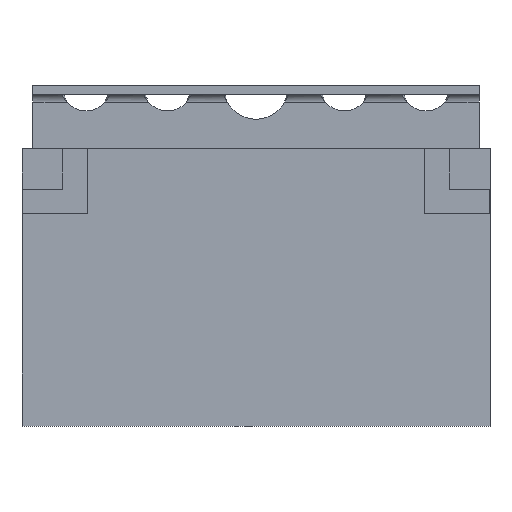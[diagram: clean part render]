
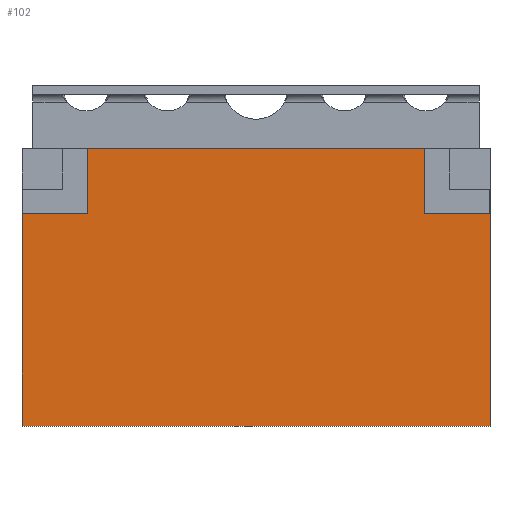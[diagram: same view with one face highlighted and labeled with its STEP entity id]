
A CAD part, front view. The second image highlights one B-rep face of the part: STEP entity #102.
In plain terms, the highlighted planar face has unit normal (0, -1, 0).
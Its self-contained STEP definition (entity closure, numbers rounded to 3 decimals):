
#102=ADVANCED_FACE('',(#3978),#3980,.F.);
#3978=FACE_BOUND('',#3979,.T.);
#3979=EDGE_LOOP('',(#11077,#11078,#11079,#11080,#11081,#11082,#11083,#11084));
#3980=PLANE('',#3981);
#3981=AXIS2_PLACEMENT_3D('',#3982,#3983,#3984);
#3982=CARTESIAN_POINT('',(-8.6,-2.6,10.2));
#3983=DIRECTION('',(0.,1.,0.));
#3984=DIRECTION('',(-1.,0.,0.));
#11077=ORIENTED_EDGE('',*,*,#13363,.F.);
#11078=ORIENTED_EDGE('',*,*,#13335,.F.);
#11079=ORIENTED_EDGE('',*,*,#13364,.F.);
#11080=ORIENTED_EDGE('',*,*,#13365,.F.);
#11081=ORIENTED_EDGE('',*,*,#13354,.T.);
#11082=ORIENTED_EDGE('',*,*,#13366,.T.);
#11083=ORIENTED_EDGE('',*,*,#13367,.F.);
#11084=ORIENTED_EDGE('',*,*,#13368,.F.);
#13335=EDGE_CURVE('',#14486,#14488,#14489,.T.);
#13354=EDGE_CURVE('',#14524,#14522,#14525,.T.);
#13363=EDGE_CURVE('',#14488,#14539,#14540,.T.);
#13364=EDGE_CURVE('',#14541,#14486,#14542,.T.);
#13365=EDGE_CURVE('',#14524,#14541,#14543,.T.);
#13366=EDGE_CURVE('',#14522,#14544,#14545,.T.);
#13367=EDGE_CURVE('',#14546,#14544,#14547,.T.);
#13368=EDGE_CURVE('',#14539,#14546,#14548,.T.);
#14486=VERTEX_POINT('',#16389);
#14488=VERTEX_POINT('',#16393);
#14489=LINE('',#16394,#16395);
#14522=VERTEX_POINT('',#16463);
#14524=VERTEX_POINT('',#16467);
#14525=LINE('',#16468,#16469);
#14539=VERTEX_POINT('',#16500);
#14540=LINE('',#16501,#16502);
#14541=VERTEX_POINT('',#16504);
#14542=LINE('',#16505,#16506);
#14543=LINE('',#16508,#16509);
#14544=VERTEX_POINT('',#16511);
#14545=LINE('',#16512,#16513);
#14546=VERTEX_POINT('',#16515);
#14547=LINE('',#16516,#16517);
#14548=LINE('',#16519,#16520);
#16389=CARTESIAN_POINT('',(-6.2,-2.6,10.2));
#16393=CARTESIAN_POINT('',(6.2,-2.6,10.2));
#16394=CARTESIAN_POINT('',(-6.2,-2.6,10.2));
#16395=VECTOR('',#16396,1.);
#16396=DIRECTION('',(1.,0.,0.));
#16463=CARTESIAN_POINT('',(-8.6,-2.6,0.));
#16467=CARTESIAN_POINT('',(-8.6,-2.6,7.8));
#16468=CARTESIAN_POINT('',(-8.6,-2.6,7.8));
#16469=VECTOR('',#16470,1.);
#16470=DIRECTION('',(0.,0.,-1.));
#16500=CARTESIAN_POINT('',(6.2,-2.6,7.8));
#16501=CARTESIAN_POINT('',(6.2,-2.6,10.2));
#16502=VECTOR('',#16503,1.);
#16503=DIRECTION('',(0.,0.,-1.));
#16504=CARTESIAN_POINT('',(-6.2,-2.6,7.8));
#16505=CARTESIAN_POINT('',(-6.2,-2.6,7.8));
#16506=VECTOR('',#16507,1.);
#16507=DIRECTION('',(0.,0.,1.));
#16508=CARTESIAN_POINT('',(-8.6,-2.6,7.8));
#16509=VECTOR('',#16510,1.);
#16510=DIRECTION('',(1.,0.,0.));
#16511=CARTESIAN_POINT('',(8.6,-2.6,0.));
#16512=CARTESIAN_POINT('',(-8.6,-2.6,0.));
#16513=VECTOR('',#16514,1.);
#16514=DIRECTION('',(1.,0.,0.));
#16515=CARTESIAN_POINT('',(8.6,-2.6,7.8));
#16516=CARTESIAN_POINT('',(8.6,-2.6,7.8));
#16517=VECTOR('',#16518,1.);
#16518=DIRECTION('',(0.,0.,-1.));
#16519=CARTESIAN_POINT('',(6.2,-2.6,7.8));
#16520=VECTOR('',#16521,1.);
#16521=DIRECTION('',(1.,0.,0.));
